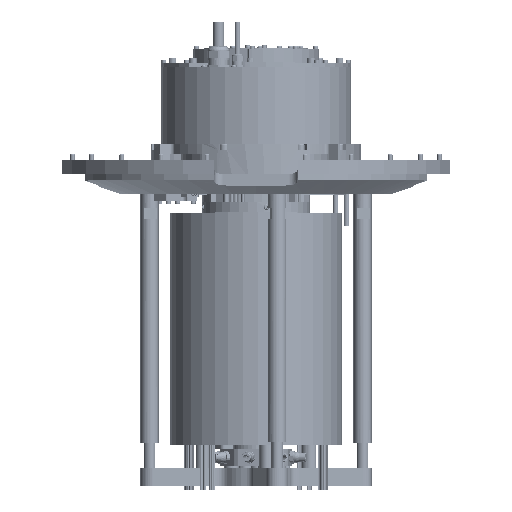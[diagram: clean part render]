
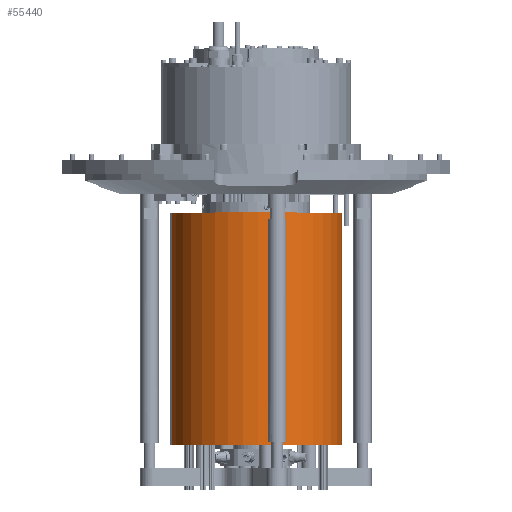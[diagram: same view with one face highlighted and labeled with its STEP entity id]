
A CAD part, top view. The second image highlights one B-rep face of the part: STEP entity #55440.
In plain terms, the highlighted cylindrical face has radius 95 mm (diameter 190 mm), a partial arc.
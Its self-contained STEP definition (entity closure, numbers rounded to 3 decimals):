
#2074 = AXIS2_PLACEMENT_3D ( 'NONE', #130735, #34715, #16474 ) ;
#6220 = DIRECTION ( 'NONE',  ( 0., 1., 0. ) ) ;
#8647 = CARTESIAN_POINT ( 'NONE',  ( -93.175, -31.056, 18.534 ) ) ;
#16474 = DIRECTION ( 'NONE',  ( 0.981, 0., -0.195 ) ) ;
#19884 = EDGE_LOOP ( 'NONE', ( #223573, #26386, #27536, #49783 ) ) ;
#26386 = ORIENTED_EDGE ( 'NONE', *, *, #34423, .T. ) ;
#27536 = ORIENTED_EDGE ( 'NONE', *, *, #91108, .T. ) ;
#31934 = DIRECTION ( 'NONE',  ( 0.981, 0., -0.195 ) ) ;
#34423 = EDGE_CURVE ( 'NONE', #209205, #59708, #166347, .T. ) ;
#34715 = DIRECTION ( 'NONE',  ( 0., -1., 0. ) ) ;
#45481 = DIRECTION ( 'NONE',  ( 0., 1., 0. ) ) ;
#46908 = EDGE_CURVE ( 'NONE', #199944, #76778, #75059, .T. ) ;
#47803 = CARTESIAN_POINT ( 'NONE',  ( -93.175, -314.3, 18.534 ) ) ;
#49783 = ORIENTED_EDGE ( 'NONE', *, *, #46908, .T. ) ;
#52657 = CARTESIAN_POINT ( 'NONE',  ( -93.175, -57.8, 18.534 ) ) ;
#55440 = ADVANCED_FACE ( 'NONE', ( #115769 ), #74216, .T. ) ;
#59379 = AXIS2_PLACEMENT_3D ( 'NONE', #86537, #126279, #31934 ) ;
#59708 = VERTEX_POINT ( 'NONE', #218577 ) ;
#71277 = DIRECTION ( 'NONE',  ( 0.981, 0., -0.195 ) ) ;
#74216 = CYLINDRICAL_SURFACE ( 'NONE', #59379, 95. ) ;
#75059 = CIRCLE ( 'NONE', #2074, 95. ) ;
#76778 = VERTEX_POINT ( 'NONE', #52657 ) ;
#80136 = VECTOR ( 'NONE', #6220, 1000. ) ;
#86506 = CARTESIAN_POINT ( 'NONE',  ( 93.175, -57.8, -18.534 ) ) ;
#86537 = CARTESIAN_POINT ( 'NONE',  ( 0., -31.056, 0. ) ) ;
#91108 = EDGE_CURVE ( 'NONE', #59708, #199944, #234540, .T. ) ;
#104205 = CARTESIAN_POINT ( 'NONE',  ( 93.175, -31.056, -18.534 ) ) ;
#109377 = DIRECTION ( 'NONE',  ( 0., 1., 0. ) ) ;
#110085 = VECTOR ( 'NONE', #45481, 1000. ) ;
#115769 = FACE_OUTER_BOUND ( 'NONE', #19884, .T. ) ;
#126279 = DIRECTION ( 'NONE',  ( 0., 1., 0. ) ) ;
#129226 = CARTESIAN_POINT ( 'NONE',  ( 0., -314.3, 0. ) ) ;
#130735 = CARTESIAN_POINT ( 'NONE',  ( 0., -57.8, 0. ) ) ;
#151168 = LINE ( 'NONE', #8647, #80136 ) ;
#158184 = EDGE_CURVE ( 'NONE', #209205, #76778, #151168, .T. ) ;
#166347 = CIRCLE ( 'NONE', #198311, 95. ) ;
#198311 = AXIS2_PLACEMENT_3D ( 'NONE', #129226, #109377, #71277 ) ;
#199944 = VERTEX_POINT ( 'NONE', #86506 ) ;
#209205 = VERTEX_POINT ( 'NONE', #47803 ) ;
#218577 = CARTESIAN_POINT ( 'NONE',  ( 93.175, -314.3, -18.534 ) ) ;
#223573 = ORIENTED_EDGE ( 'NONE', *, *, #158184, .F. ) ;
#234540 = LINE ( 'NONE', #104205, #110085 ) ;
